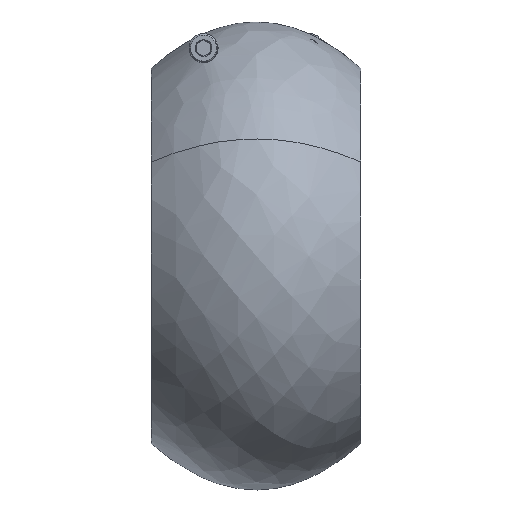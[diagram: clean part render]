
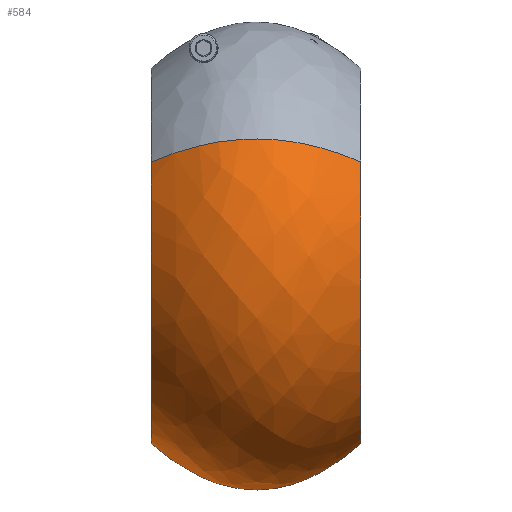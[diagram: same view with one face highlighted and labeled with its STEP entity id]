
A CAD part, front view. The second image highlights one B-rep face of the part: STEP entity #584.
In plain terms, the highlighted free-form (B-spline) face has degree [3, 2] with [13, 5] control points.
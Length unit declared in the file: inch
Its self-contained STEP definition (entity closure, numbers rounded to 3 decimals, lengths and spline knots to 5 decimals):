
#584=ADVANCED_FACE($,(#1191),#8773,.T.);
#1191=FACE_OUTER_BOUND($,#1808,.T.);
#1808=EDGE_LOOP($,(#4954,#4955,#4956,#4957));
#4954=ORIENTED_EDGE($,*,*,#6479,.T.);
#4955=ORIENTED_EDGE($,*,*,#6679,.F.);
#4956=ORIENTED_EDGE($,*,*,#6678,.F.);
#4957=ORIENTED_EDGE($,*,*,#6890,.F.);
#6479=EDGE_CURVE($,#7828,#7829,#9996,.T.);
#6678=EDGE_CURVE($,#7960,#7961,#10189,.T.);
#6679=EDGE_CURVE($,#7961,#7829,#8910,.T.);
#6890=EDGE_CURVE($,#7828,#7960,#8921,.T.);
#7828=VERTEX_POINT($,#43195);
#7829=VERTEX_POINT($,#43196);
#7960=VERTEX_POINT($,#43327);
#7961=VERTEX_POINT($,#43328);
#8773=(
BOUNDED_SURFACE()
B_SPLINE_SURFACE(3,2,((#41602,#41603,#41604,#41605,#41606),(#41607,#41608,
#41609,#41610,#41611),(#41612,#41613,#41614,#41615,#41616),(#41617,#41618,
#41619,#41620,#41621),(#41622,#41623,#41624,#41625,#41626),(#41627,#41628,
#41629,#41630,#41631),(#41632,#41633,#41634,#41635,#41636),(#41637,#41638,
#41639,#41640,#41641),(#41642,#41643,#41644,#41645,#41646),(#41647,#41648,
#41649,#41650,#41651),(#41652,#41653,#41654,#41655,#41656),(#41657,#41658,
#41659,#41660,#41661),(#41662,#41663,#41664,#41665,#41666)),.UNSPECIFIED.,
.F.,.F.,.F.)
B_SPLINE_SURFACE_WITH_KNOTS((4,2,3,2,2,4),(3,2,3),(-2.52072,-1.84137,
-1.26047,-1.25582,-0.67197,0.),(4.18879,
5.23599,6.28319),.UNSPECIFIED.)
GEOMETRIC_REPRESENTATION_ITEM()
RATIONAL_B_SPLINE_SURFACE(((1.,0.866,1.,0.866,1.),
(1.,0.866,1.,0.866,1.),(1.,0.866,1.,
0.866,1.),(1.,0.866,1.,0.866,1.),(1.,
0.866,1.,0.866,1.),(1.,0.866,1.,0.866,
1.),(1.,0.866,1.,0.866,1.),(1.,0.866,
1.,0.866,1.),(1.,0.866,1.,0.866,1.),
(1.,0.866,1.,0.866,1.),(1.,0.866,1.,
0.866,1.),(1.,0.866,1.,0.866,1.),(1.,
0.866,1.,0.866,1.)))
REPRESENTATION_ITEM($)
SURFACE()
);
#8910=(
BOUNDED_CURVE()
B_SPLINE_CURVE(2,(#32525,#32526,#32527,#32528,#32529),.UNSPECIFIED.,.F.,
.F.)
B_SPLINE_CURVE_WITH_KNOTS((3,2,3),(-6.28319,-5.23599,-4.18879),
.UNSPECIFIED.)
CURVE()
GEOMETRIC_REPRESENTATION_ITEM()
RATIONAL_B_SPLINE_CURVE((1.,0.866,1.,0.866,1.))
REPRESENTATION_ITEM($)
);
#8921=(
BOUNDED_CURVE()
B_SPLINE_CURVE(2,(#34963,#34964,#34965,#34966,#34967),.UNSPECIFIED.,.F.,
.F.)
B_SPLINE_CURVE_WITH_KNOTS((3,2,3),(4.18879,5.23599,6.28319),
.UNSPECIFIED.)
CURVE()
GEOMETRIC_REPRESENTATION_ITEM()
RATIONAL_B_SPLINE_CURVE((1.,0.866,1.,0.866,1.))
REPRESENTATION_ITEM($)
);
#9996=B_SPLINE_CURVE_WITH_KNOTS($,3,(#30132,#30133,#30134,#30135,#30136,
#30137,#30138,#30139,#30140,#30141),.UNSPECIFIED.,.F.,.F.,(4,2,2,2,4),(-2.51228,
-1.88676,-1.25641,-0.62565,0.),.UNSPECIFIED.);
#10189=B_SPLINE_CURVE_WITH_KNOTS($,3,(#32512,#32513,#32514,#32515,#32516,
#32517,#32518,#32519,#32520,#32521,#32522,#32523,#32524),.UNSPECIFIED.,.F.,
.F.,(4,2,3,2,2,4),(-2.52072,-1.84137,-1.26047,
-1.25582,-0.67197,0.),.UNSPECIFIED.);
#30132=CARTESIAN_POINT($,(-31.21888,0.,-2.0125));
#30133=CARTESIAN_POINT($,(-31.06259,0.,-2.14982));
#30134=CARTESIAN_POINT($,(-30.88981,0.,-2.2738));
#30135=CARTESIAN_POINT($,(-30.51008,0.,-2.45476));
#30136=CARTESIAN_POINT($,(-30.30816,0.,-2.50873));
#30137=CARTESIAN_POINT($,(-29.88163,0.,-2.50961));
#30138=CARTESIAN_POINT($,(-29.67956,0.,-2.45638));
#30139=CARTESIAN_POINT($,(-29.29949,0.,-2.27545));
#30140=CARTESIAN_POINT($,(-29.12689,0.,-2.15106));
#30141=CARTESIAN_POINT($,(-28.97098,0.,-2.01321));
#32512=CARTESIAN_POINT($,(-31.21888,-1.74288,1.00625));
#32513=CARTESIAN_POINT($,(-31.05004,-1.87135,1.08042));
#32514=CARTESIAN_POINT($,(-30.86174,-1.9865,1.14691));
#32515=CARTESIAN_POINT($,(-30.4767,-2.1334,1.23172));
#32516=CARTESIAN_POINT($,(-30.2902,-2.17266,1.25439));
#32517=CARTESIAN_POINT($,(-30.09494,-2.17301,1.25459));
#32518=CARTESIAN_POINT($,(-30.09338,-2.17301,1.25459));
#32519=CARTESIAN_POINT($,(-30.09181,-2.17301,1.25459));
#32520=CARTESIAN_POINT($,(-29.89385,-2.17273,1.25442));
#32521=CARTESIAN_POINT($,(-29.70652,-2.13307,1.23153));
#32522=CARTESIAN_POINT($,(-29.32338,-1.98544,1.14629));
#32523=CARTESIAN_POINT($,(-29.13757,-1.87105,1.08025));
#32524=CARTESIAN_POINT($,(-28.97098,-1.74349,1.00661));
#32525=CARTESIAN_POINT($,(-28.97098,-1.74349,1.00661));
#32526=CARTESIAN_POINT($,(-28.97098,-2.32466,0.));
#32527=CARTESIAN_POINT($,(-28.97098,-1.74349,-1.00661));
#32528=CARTESIAN_POINT($,(-28.97098,-1.16233,-2.01321));
#32529=CARTESIAN_POINT($,(-28.97098,0.,-2.01321));
#34963=CARTESIAN_POINT($,(-31.21888,0.,-2.0125));
#34964=CARTESIAN_POINT($,(-31.21888,-1.16192,-2.0125));
#34965=CARTESIAN_POINT($,(-31.21888,-1.74288,-1.00625));
#34966=CARTESIAN_POINT($,(-31.21888,-2.32383,0.));
#34967=CARTESIAN_POINT($,(-31.21888,-1.74288,1.00625));
#41602=CARTESIAN_POINT($,(-31.21888,0.,-2.0125));
#41603=CARTESIAN_POINT($,(-31.21888,-1.16192,-2.0125));
#41604=CARTESIAN_POINT($,(-31.21888,-1.74288,-1.00625));
#41605=CARTESIAN_POINT($,(-31.21888,-2.32383,0.));
#41606=CARTESIAN_POINT($,(-31.21888,-1.74288,1.00625));
#41607=CARTESIAN_POINT($,(-31.05004,0.,-2.16084));
#41608=CARTESIAN_POINT($,(-31.05004,-1.24756,-2.16084));
#41609=CARTESIAN_POINT($,(-31.05004,-1.87135,-1.08042));
#41610=CARTESIAN_POINT($,(-31.05004,-2.49513,0.));
#41611=CARTESIAN_POINT($,(-31.05004,-1.87135,1.08042));
#41612=CARTESIAN_POINT($,(-30.86174,0.,-2.29381));
#41613=CARTESIAN_POINT($,(-30.86174,-1.32433,-2.29381));
#41614=CARTESIAN_POINT($,(-30.86174,-1.9865,-1.14691));
#41615=CARTESIAN_POINT($,(-30.86174,-2.64867,0.));
#41616=CARTESIAN_POINT($,(-30.86174,-1.9865,1.14691));
#41617=CARTESIAN_POINT($,(-30.4767,0.,-2.46344));
#41618=CARTESIAN_POINT($,(-30.4767,-1.42227,-2.46344));
#41619=CARTESIAN_POINT($,(-30.4767,-2.1334,-1.23172));
#41620=CARTESIAN_POINT($,(-30.4767,-2.84453,0.));
#41621=CARTESIAN_POINT($,(-30.4767,-2.1334,1.23172));
#41622=CARTESIAN_POINT($,(-30.2902,0.,-2.50877));
#41623=CARTESIAN_POINT($,(-30.2902,-1.44844,-2.50877));
#41624=CARTESIAN_POINT($,(-30.2902,-2.17266,-1.25439));
#41625=CARTESIAN_POINT($,(-30.2902,-2.89688,0.));
#41626=CARTESIAN_POINT($,(-30.2902,-2.17266,1.25439));
#41627=CARTESIAN_POINT($,(-30.09494,0.,-2.50917));
#41628=CARTESIAN_POINT($,(-30.09494,-1.44867,-2.50917));
#41629=CARTESIAN_POINT($,(-30.09494,-2.17301,-1.25459));
#41630=CARTESIAN_POINT($,(-30.09494,-2.89734,0.));
#41631=CARTESIAN_POINT($,(-30.09494,-2.17301,1.25459));
#41632=CARTESIAN_POINT($,(-30.09338,0.,-2.50918));
#41633=CARTESIAN_POINT($,(-30.09338,-1.44867,-2.50918));
#41634=CARTESIAN_POINT($,(-30.09338,-2.17301,-1.25459));
#41635=CARTESIAN_POINT($,(-30.09338,-2.89735,0.));
#41636=CARTESIAN_POINT($,(-30.09338,-2.17301,1.25459));
#41637=CARTESIAN_POINT($,(-30.09181,0.,-2.50918));
#41638=CARTESIAN_POINT($,(-30.09181,-1.44867,-2.50918));
#41639=CARTESIAN_POINT($,(-30.09181,-2.17301,-1.25459));
#41640=CARTESIAN_POINT($,(-30.09181,-2.89735,0.));
#41641=CARTESIAN_POINT($,(-30.09181,-2.17301,1.25459));
#41642=CARTESIAN_POINT($,(-29.89385,0.,-2.50885));
#41643=CARTESIAN_POINT($,(-29.89385,-1.44848,-2.50885));
#41644=CARTESIAN_POINT($,(-29.89385,-2.17273,-1.25442));
#41645=CARTESIAN_POINT($,(-29.89385,-2.89697,0.));
#41646=CARTESIAN_POINT($,(-29.89385,-2.17273,1.25442));
#41647=CARTESIAN_POINT($,(-29.70652,0.,-2.46305));
#41648=CARTESIAN_POINT($,(-29.70652,-1.42204,-2.46305));
#41649=CARTESIAN_POINT($,(-29.70652,-2.13307,-1.23153));
#41650=CARTESIAN_POINT($,(-29.70652,-2.84409,0.));
#41651=CARTESIAN_POINT($,(-29.70652,-2.13307,1.23153));
#41652=CARTESIAN_POINT($,(-29.32338,0.,-2.29259));
#41653=CARTESIAN_POINT($,(-29.32338,-1.32363,-2.29259));
#41654=CARTESIAN_POINT($,(-29.32338,-1.98544,-1.14629));
#41655=CARTESIAN_POINT($,(-29.32338,-2.64725,0.));
#41656=CARTESIAN_POINT($,(-29.32338,-1.98544,1.14629));
#41657=CARTESIAN_POINT($,(-29.13757,0.,-2.1605));
#41658=CARTESIAN_POINT($,(-29.13757,-1.24737,-2.1605));
#41659=CARTESIAN_POINT($,(-29.13757,-1.87105,-1.08025));
#41660=CARTESIAN_POINT($,(-29.13757,-2.49473,0.));
#41661=CARTESIAN_POINT($,(-29.13757,-1.87105,1.08025));
#41662=CARTESIAN_POINT($,(-28.97098,0.,-2.01321));
#41663=CARTESIAN_POINT($,(-28.97098,-1.16233,-2.01321));
#41664=CARTESIAN_POINT($,(-28.97098,-1.74349,-1.00661));
#41665=CARTESIAN_POINT($,(-28.97098,-2.32466,0.));
#41666=CARTESIAN_POINT($,(-28.97098,-1.74349,1.00661));
#43195=CARTESIAN_POINT($,(-31.21888,0.,-2.0125));
#43196=CARTESIAN_POINT($,(-28.97098,0.,-2.01321));
#43327=CARTESIAN_POINT($,(-31.21888,-1.74288,1.00625));
#43328=CARTESIAN_POINT($,(-28.97098,-1.74349,1.00661));
